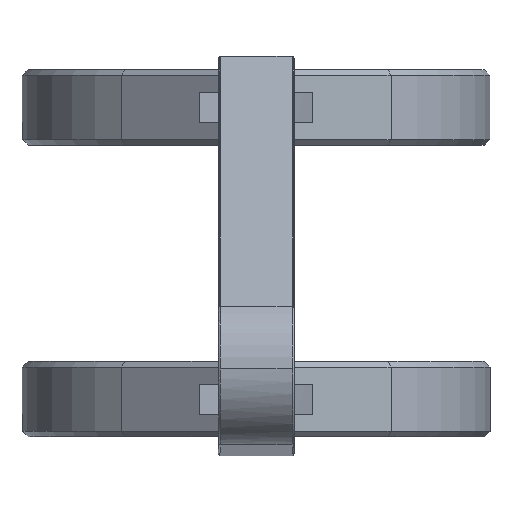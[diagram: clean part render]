
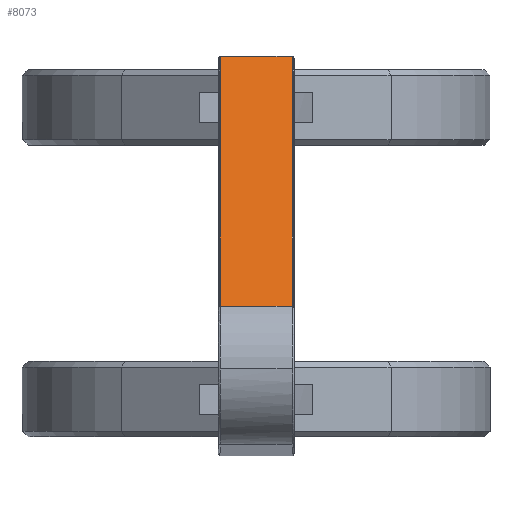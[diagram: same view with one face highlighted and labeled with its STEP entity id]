
A CAD part, front view. The second image highlights one B-rep face of the part: STEP entity #8073.
In plain terms, the highlighted free-form (B-spline) face has degree [1, 1] with [2, 2] control points.
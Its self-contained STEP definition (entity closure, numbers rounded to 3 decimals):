
#2073 = VERTEX_POINT('',#2074);
#2074 = CARTESIAN_POINT('',(5.117,-93.782,
    -7.537));
#2080 = EDGE_CURVE('',#2073,#2081,#2083,.T.);
#2081 = VERTEX_POINT('',#2082);
#2082 = CARTESIAN_POINT('',(-5.117,-93.782,
    -7.537));
#2083 = B_SPLINE_CURVE_WITH_KNOTS('',1,(#2084,#2085),.UNSPECIFIED.,.F.,
  .F.,(2,2),(0.25,9.75),.PIECEWISE_BEZIER_KNOTS.);
#2084 = CARTESIAN_POINT('',(5.117,-93.782,
    -7.537));
#2085 = CARTESIAN_POINT('',(-5.117,-93.782,
    -7.537));
#3223 = VERTEX_POINT('',#3224);
#3224 = CARTESIAN_POINT('',(5.117,-41.571,
    28.044));
#3230 = EDGE_CURVE('',#3223,#2073,#3231,.T.);
#3231 = B_SPLINE_CURVE_WITH_KNOTS('',1,(#3232,#3233),.UNSPECIFIED.,.F.,
  .F.,(2,2),(-10.676,47.977),.PIECEWISE_BEZIER_KNOTS.);
#3232 = CARTESIAN_POINT('',(5.117,-41.571,
    28.044));
#3233 = CARTESIAN_POINT('',(5.117,-93.782,
    -7.537));
#6463 = VERTEX_POINT('',#6464);
#6464 = CARTESIAN_POINT('',(-5.117,-41.571,
    28.044));
#6689 = EDGE_CURVE('',#6463,#3223,#6690,.T.);
#6690 = B_SPLINE_CURVE_WITH_KNOTS('',1,(#6691,#6692),.UNSPECIFIED.,.F.,
  .F.,(2,2),(-9.75,-0.25),.PIECEWISE_BEZIER_KNOTS.);
#6691 = CARTESIAN_POINT('',(-5.117,-41.571,
    28.044));
#6692 = CARTESIAN_POINT('',(5.117,-41.571,
    28.044));
#7759 = EDGE_CURVE('',#2081,#6463,#7760,.T.);
#7760 = B_SPLINE_CURVE_WITH_KNOTS('',1,(#7761,#7762),.UNSPECIFIED.,.F.,
  .F.,(2,2),(-47.977,10.676),.PIECEWISE_BEZIER_KNOTS.);
#7761 = CARTESIAN_POINT('',(-5.117,-93.782,
    -7.537));
#7762 = CARTESIAN_POINT('',(-5.117,-41.571,
    28.044));
#8073 = ADVANCED_FACE('',(#8074),#8080,.T.);
#8074 = FACE_BOUND('',#8075,.T.);
#8075 = EDGE_LOOP('',(#8076,#8077,#8078,#8079));
#8076 = ORIENTED_EDGE('',*,*,#7759,.F.);
#8077 = ORIENTED_EDGE('',*,*,#2080,.F.);
#8078 = ORIENTED_EDGE('',*,*,#3230,.F.);
#8079 = ORIENTED_EDGE('',*,*,#6689,.F.);
#8080 = B_SPLINE_SURFACE_WITH_KNOTS('',1,1,(
    (#8081,#8082)
    ,(#8083,#8084
    )),.UNSPECIFIED.,.F.,.F.,.F.,(2,2),(2,2),(-29.563,
    29.09),(0.25,9.75),.PIECEWISE_BEZIER_KNOTS.);
#8081 = CARTESIAN_POINT('',(5.117,-93.782,
    -7.537));
#8082 = CARTESIAN_POINT('',(-5.117,-93.782,
    -7.537));
#8083 = CARTESIAN_POINT('',(5.117,-41.571,
    28.044));
#8084 = CARTESIAN_POINT('',(-5.117,-41.571,
    28.044));
